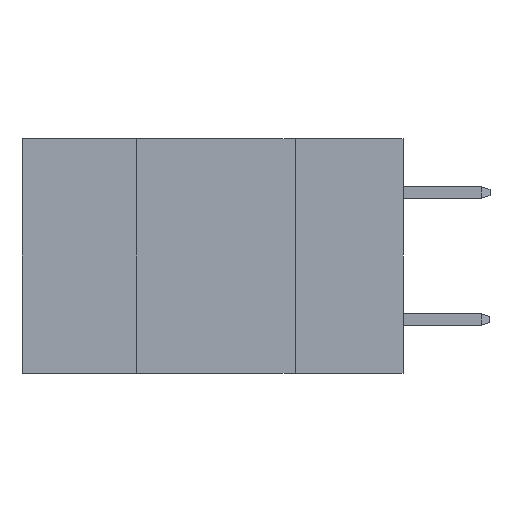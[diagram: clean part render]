
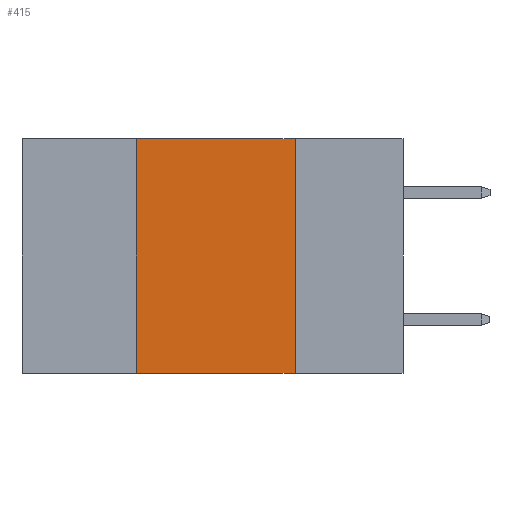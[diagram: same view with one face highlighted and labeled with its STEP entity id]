
A CAD part, left-side view. The second image highlights one B-rep face of the part: STEP entity #415.
In plain terms, the highlighted planar face has unit normal (-1, 0, 0).
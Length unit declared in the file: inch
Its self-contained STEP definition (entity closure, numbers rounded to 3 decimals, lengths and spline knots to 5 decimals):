
#135 = CARTESIAN_POINT ( 'NONE',  ( 0., 0.42, -0.37 ) ) ;
#415 = ADVANCED_FACE ( 'NONE', ( #12373 ), #2455, .F. ) ;
#517 = CARTESIAN_POINT ( 'NONE',  ( 0., 0.6, 0. ) ) ;
#2259 = EDGE_CURVE ( 'NONE', #2547, #3158, #9063, .T. ) ;
#2455 = PLANE ( 'NONE',  #10216 ) ;
#2547 = VERTEX_POINT ( 'NONE', #8072 ) ;
#3158 = VERTEX_POINT ( 'NONE', #4122 ) ;
#3226 = ORIENTED_EDGE ( 'NONE', *, *, #6180, .T. ) ;
#3634 = DIRECTION ( 'NONE',  ( 0., 0., -1. ) ) ;
#3672 = ORIENTED_EDGE ( 'NONE', *, *, #5569, .F. ) ;
#4122 = CARTESIAN_POINT ( 'NONE',  ( 0., 0.17, -0.37 ) ) ;
#4204 = VECTOR ( 'NONE', #10357, 39.37008 ) ;
#4371 = EDGE_LOOP ( 'NONE', ( #11295, #8935, #3672, #3226 ) ) ;
#4466 = CARTESIAN_POINT ( 'NONE',  ( 0., 0.6, -0.37 ) ) ;
#5049 = CARTESIAN_POINT ( 'NONE',  ( 0., 0.17, 0. ) ) ;
#5435 = VERTEX_POINT ( 'NONE', #8859 ) ;
#5555 = DIRECTION ( 'NONE',  ( 0., -1., 0. ) ) ;
#5569 = EDGE_CURVE ( 'NONE', #11698, #5435, #8168, .T. ) ;
#6180 = EDGE_CURVE ( 'NONE', #11698, #3158, #12426, .T. ) ;
#6373 = CARTESIAN_POINT ( 'NONE',  ( 0., 0.42, 0. ) ) ;
#8072 = CARTESIAN_POINT ( 'NONE',  ( 0., 0.17, 0. ) ) ;
#8162 = VECTOR ( 'NONE', #10172, 39.37008 ) ;
#8168 = LINE ( 'NONE', #6373, #8162 ) ;
#8337 = LINE ( 'NONE', #517, #10585 ) ;
#8523 = VECTOR ( 'NONE', #9001, 39.37008 ) ;
#8859 = CARTESIAN_POINT ( 'NONE',  ( 0., 0.42, 0. ) ) ;
#8935 = ORIENTED_EDGE ( 'NONE', *, *, #8970, .F. ) ;
#8970 = EDGE_CURVE ( 'NONE', #5435, #2547, #8337, .T. ) ;
#9001 = DIRECTION ( 'NONE',  ( 0., 0., -1. ) ) ;
#9063 = LINE ( 'NONE', #5049, #8523 ) ;
#9739 = DIRECTION ( 'NONE',  ( 1., 0., 0. ) ) ;
#10172 = DIRECTION ( 'NONE',  ( 0., 0., 1. ) ) ;
#10216 = AXIS2_PLACEMENT_3D ( 'NONE', #11467, #9739, #3634 ) ;
#10357 = DIRECTION ( 'NONE',  ( 0., -1., 0. ) ) ;
#10585 = VECTOR ( 'NONE', #5555, 39.37008 ) ;
#11295 = ORIENTED_EDGE ( 'NONE', *, *, #2259, .F. ) ;
#11467 = CARTESIAN_POINT ( 'NONE',  ( 0., 0.6, 0. ) ) ;
#11698 = VERTEX_POINT ( 'NONE', #135 ) ;
#12373 = FACE_OUTER_BOUND ( 'NONE', #4371, .T. ) ;
#12426 = LINE ( 'NONE', #4466, #4204 ) ;
